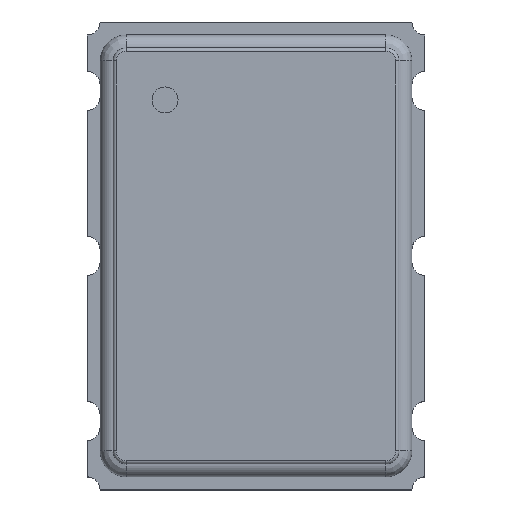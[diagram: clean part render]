
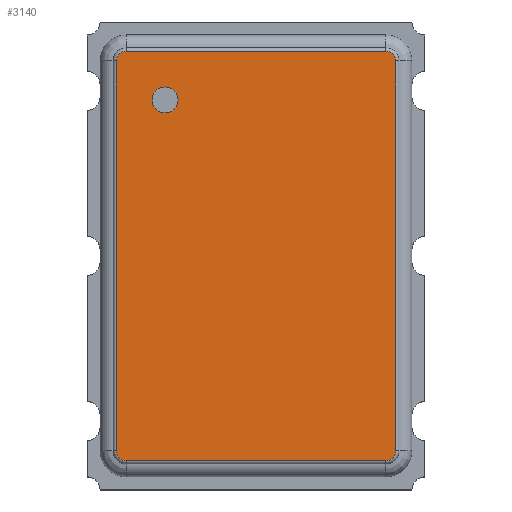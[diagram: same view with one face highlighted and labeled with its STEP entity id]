
A CAD part, top view. The second image highlights one B-rep face of the part: STEP entity #3140.
In plain terms, the highlighted planar face has unit normal (0, 0, 1).
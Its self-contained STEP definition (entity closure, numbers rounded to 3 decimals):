
#2681=CARTESIAN_POINT('',(-1.2,2.4,1.4));
#2682=VERTEX_POINT('',#2681);
#2691=CARTESIAN_POINT('',(-1.6,2.4,1.4));
#2692=VERTEX_POINT('',#2691);
#2693=CARTESIAN_POINT('',(-1.4,2.4,1.4));
#2694=DIRECTION('',(0.0,0.0,-1.0));
#2695=DIRECTION('',(1.0,0.0,0.0));
#2696=AXIS2_PLACEMENT_3D('',#2693,#2694,#2695);
#2697=CIRCLE('',#2696,0.2);
#2698=EDGE_CURVE('',#2692,#2682,#2697,.T.);
#2732=CARTESIAN_POINT('',(-1.4,2.4,1.4));
#2733=DIRECTION('',(0.0,0.0,-1.0));
#2734=DIRECTION('',(1.0,0.0,0.0));
#2735=AXIS2_PLACEMENT_3D('',#2732,#2733,#2734);
#2736=CIRCLE('',#2735,0.2);
#2737=EDGE_CURVE('',#2682,#2692,#2736,.T.);
#2759=CARTESIAN_POINT('',(-2.15,-3.,1.4));
#2760=VERTEX_POINT('',#2759);
#2768=CARTESIAN_POINT('',(-2.15,3.,1.4));
#2769=VERTEX_POINT('',#2768);
#2770=CARTESIAN_POINT('',(-2.15,-3.,1.4));
#2771=DIRECTION('',(0.0,1.0,0.0));
#2772=VECTOR('',#2771,6.);
#2773=LINE('',#2770,#2772);
#2774=EDGE_CURVE('',#2760,#2769,#2773,.T.);
#2801=CARTESIAN_POINT('',(-2.0,-3.15,1.4));
#2802=VERTEX_POINT('',#2801);
#2810=CARTESIAN_POINT('',(-2.0,-3.,1.4));
#2811=DIRECTION('',(0.,0.,-1.0));
#2812=DIRECTION('',(-0.707,-0.707,0.));
#2813=AXIS2_PLACEMENT_3D('',#2810,#2811,#2812);
#2814=CIRCLE('',#2813,0.15);
#2815=EDGE_CURVE('',#2802,#2760,#2814,.T.);
#2833=CARTESIAN_POINT('',(-2.0,3.15,1.4));
#2834=VERTEX_POINT('',#2833);
#2852=CARTESIAN_POINT('',(-2.0,3.,1.4));
#2853=DIRECTION('',(0.,0.,-1.0));
#2854=DIRECTION('',(-0.707,0.707,0.));
#2855=AXIS2_PLACEMENT_3D('',#2852,#2853,#2854);
#2856=CIRCLE('',#2855,0.15);
#2857=EDGE_CURVE('',#2769,#2834,#2856,.T.);
#2869=CARTESIAN_POINT('',(2.,-3.15,1.4));
#2870=VERTEX_POINT('',#2869);
#2878=CARTESIAN_POINT('',(2.,-3.15,1.4));
#2879=DIRECTION('',(-1.0,0.0,0.0));
#2880=VECTOR('',#2879,4.);
#2881=LINE('',#2878,#2880);
#2882=EDGE_CURVE('',#2870,#2802,#2881,.T.);
#2899=CARTESIAN_POINT('',(2.,3.15,1.4));
#2900=VERTEX_POINT('',#2899);
#2917=CARTESIAN_POINT('',(-2.0,3.15,1.4));
#2918=DIRECTION('',(1.0,0.0,0.0));
#2919=VECTOR('',#2918,4.);
#2920=LINE('',#2917,#2919);
#2921=EDGE_CURVE('',#2834,#2900,#2920,.T.);
#2933=CARTESIAN_POINT('',(2.15,-3.,1.4));
#2934=VERTEX_POINT('',#2933);
#2942=CARTESIAN_POINT('',(2.,-3.,1.4));
#2943=DIRECTION('',(0.,0.,-1.0));
#2944=DIRECTION('',(0.707,-0.707,0.));
#2945=AXIS2_PLACEMENT_3D('',#2942,#2943,#2944);
#2946=CIRCLE('',#2945,0.15);
#2947=EDGE_CURVE('',#2934,#2870,#2946,.T.);
#2965=CARTESIAN_POINT('',(2.15,3.,1.4));
#2966=VERTEX_POINT('',#2965);
#2984=CARTESIAN_POINT('',(2.0,3.,1.4));
#2985=DIRECTION('',(0.,0.,-1.0));
#2986=DIRECTION('',(0.707,0.707,0.));
#2987=AXIS2_PLACEMENT_3D('',#2984,#2985,#2986);
#2988=CIRCLE('',#2987,0.15);
#2989=EDGE_CURVE('',#2900,#2966,#2988,.T.);
#3007=CARTESIAN_POINT('',(2.15,3.,1.4));
#3008=DIRECTION('',(0.0,-1.0,0.0));
#3009=VECTOR('',#3008,6.);
#3010=LINE('',#3007,#3009);
#3011=EDGE_CURVE('',#2966,#2934,#3010,.T.);
#3121=CARTESIAN_POINT('',(0.0,0.,1.4));
#3122=DIRECTION('',(0.0,0.0,1.0));
#3123=DIRECTION('',(1.0,0.0,0.0));
#3124=AXIS2_PLACEMENT_3D('',#3121,#3122,#3123);
#3125=PLANE('',#3124);
#3126=ORIENTED_EDGE('',*,*,#2774,.F.);
#3127=ORIENTED_EDGE('',*,*,#2815,.F.);
#3128=ORIENTED_EDGE('',*,*,#2882,.F.);
#3129=ORIENTED_EDGE('',*,*,#2947,.F.);
#3130=ORIENTED_EDGE('',*,*,#3011,.F.);
#3131=ORIENTED_EDGE('',*,*,#2989,.F.);
#3132=ORIENTED_EDGE('',*,*,#2921,.F.);
#3133=ORIENTED_EDGE('',*,*,#2857,.F.);
#3134=EDGE_LOOP('',(#3126,#3127,#3128,#3129,#3130,#3131,#3132,#3133));
#3135=FACE_OUTER_BOUND('',#3134,.T.);
#3136=ORIENTED_EDGE('',*,*,#2737,.T.);
#3137=ORIENTED_EDGE('',*,*,#2698,.T.);
#3138=EDGE_LOOP('',(#3136,#3137));
#3139=FACE_BOUND('',#3138,.T.);
#3140=ADVANCED_FACE('',(#3135,#3139),#3125,.T.);
